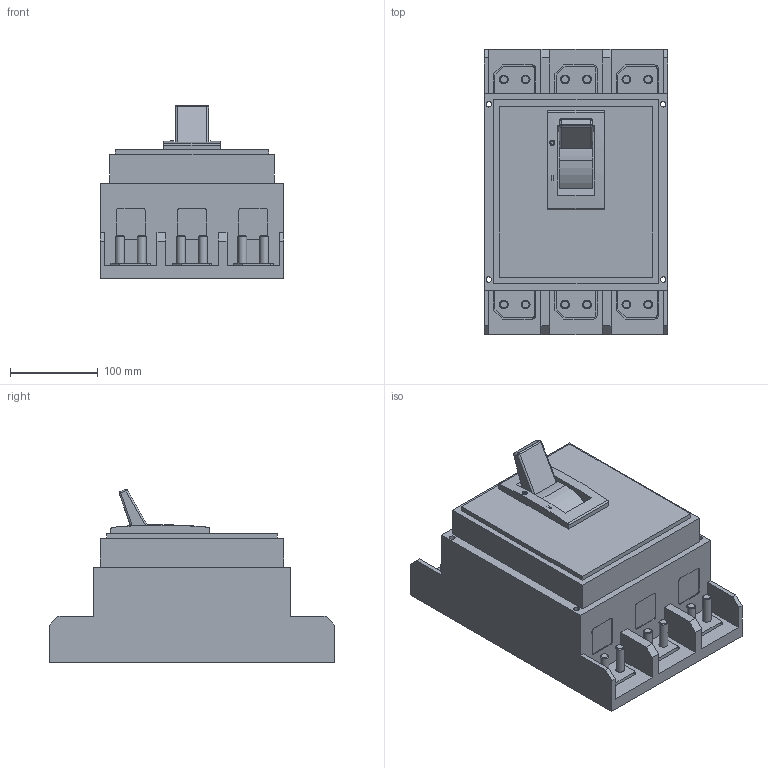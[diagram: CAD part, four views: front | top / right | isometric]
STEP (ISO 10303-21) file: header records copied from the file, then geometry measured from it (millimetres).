
FILE_DESCRIPTION (( 'STEP AP203' ), '1' );
FILE_NAME ('ﾂﾀ-99ﾑ (Compact NS) 1250 I 1600A (mccb99C-1250-1600).STEP', '2020-03-16T06:27:43', ( '' ), ( '' ), 'SwSTEP 2.0', 'SolidWorks 2019', '' );
FILE_SCHEMA (( 'CONFIG_CONTROL_DESIGN' ));
Length unit declared in the file: millimetre
Products named in the file (1): ﾂﾀ-99ﾑ (Compact NS) 1250  I 1600A (mccb99C-1250-1600)
Bounding box: 210 x 326 x 198.11 mm (x, y, z)
Volume: 7173013.3 mm3; surface area: 331750.2 mm2
Topology: 1 solids, 1 shells, 265 faces, 689 edges, 446 vertices
Faces by surface type: plane 160, cylinder 76, cone 24, sphere 5
Entity records: 8285 total; most frequent: CARTESIAN_POINT 1577, DIRECTION 1380, ORIENTED_EDGE 1370, EDGE_CURVE 685, VECTOR 506, LINE 506, VERTEX_POINT 444, AXIS2_PLACEMENT_3D 437
